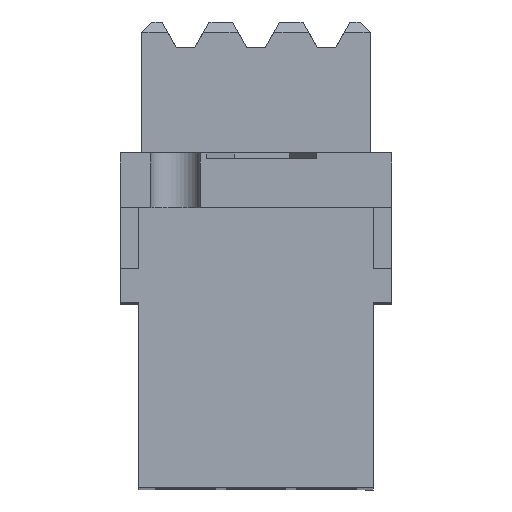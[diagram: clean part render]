
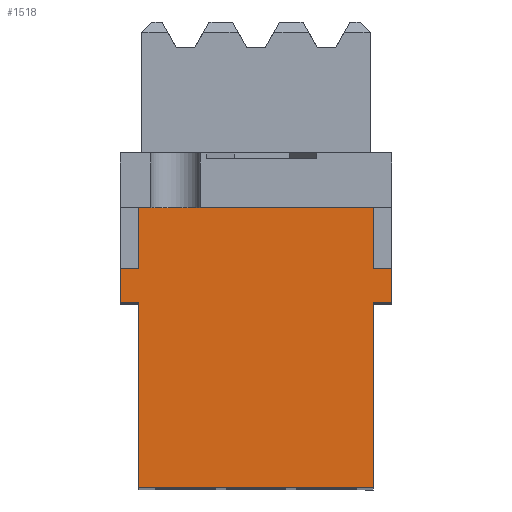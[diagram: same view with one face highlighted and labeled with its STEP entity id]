
A CAD part, top view. The second image highlights one B-rep face of the part: STEP entity #1518.
In plain terms, the highlighted planar face has unit normal (0, 0, 1).
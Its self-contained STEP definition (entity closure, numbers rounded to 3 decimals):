
#1518=ADVANCED_FACE('',(#4356),#2938,.F.);
#2938=PLANE('',#30537);
#4356=FACE_OUTER_BOUND('',#5785,.T.);
#5785=EDGE_LOOP('',(#13357,#13358,#13359,#13360,#13361,#13362,#13363,#13364,
#13365,#13366,#13367,#13368,#13369,#13370));
#13357=ORIENTED_EDGE('',*,*,#20868,.F.);
#13358=ORIENTED_EDGE('',*,*,#20869,.F.);
#13359=ORIENTED_EDGE('',*,*,#20865,.F.);
#13360=ORIENTED_EDGE('',*,*,#20352,.F.);
#13361=ORIENTED_EDGE('',*,*,#20857,.F.);
#13362=ORIENTED_EDGE('',*,*,#20370,.F.);
#13363=ORIENTED_EDGE('',*,*,#20378,.F.);
#13364=ORIENTED_EDGE('',*,*,#20379,.F.);
#13365=ORIENTED_EDGE('',*,*,#20804,.F.);
#13366=ORIENTED_EDGE('',*,*,#20807,.F.);
#13367=ORIENTED_EDGE('',*,*,#20815,.F.);
#13368=ORIENTED_EDGE('',*,*,#20812,.F.);
#13369=ORIENTED_EDGE('',*,*,#20870,.F.);
#13370=ORIENTED_EDGE('',*,*,#20871,.F.);
#16443=VERTEX_POINT('',#44656);
#16444=VERTEX_POINT('',#44658);
#16457=VERTEX_POINT('',#44695);
#16459=VERTEX_POINT('',#44698);
#16463=VERTEX_POINT('',#44711);
#16464=VERTEX_POINT('',#44715);
#16742=VERTEX_POINT('',#45565);
#16743=VERTEX_POINT('',#45570);
#16748=VERTEX_POINT('',#45581);
#16749=VERTEX_POINT('',#45583);
#16777=VERTEX_POINT('',#45685);
#16779=VERTEX_POINT('',#45691);
#16780=VERTEX_POINT('',#45692);
#16781=VERTEX_POINT('',#45695);
#20352=EDGE_CURVE('',#16444,#16443,#24462,.T.);
#20370=EDGE_CURVE('',#16457,#16459,#24480,.T.);
#20378=EDGE_CURVE('',#16463,#16457,#24488,.T.);
#20379=EDGE_CURVE('',#16464,#16463,#24489,.T.);
#20804=EDGE_CURVE('',#16742,#16464,#24905,.T.);
#20807=EDGE_CURVE('',#16743,#16742,#24908,.T.);
#20812=EDGE_CURVE('',#16748,#16749,#24913,.T.);
#20815=EDGE_CURVE('',#16749,#16743,#24916,.T.);
#20857=EDGE_CURVE('',#16459,#16444,#24958,.T.);
#20865=EDGE_CURVE('',#16443,#16777,#24966,.T.);
#20868=EDGE_CURVE('',#16779,#16780,#24969,.T.);
#20869=EDGE_CURVE('',#16777,#16779,#24970,.T.);
#20870=EDGE_CURVE('',#16781,#16748,#24971,.T.);
#20871=EDGE_CURVE('',#16780,#16781,#24972,.T.);
#24462=LINE('',#44659,#28563);
#24480=LINE('',#44697,#28581);
#24488=LINE('',#44712,#28589);
#24489=LINE('',#44714,#28590);
#24905=LINE('',#45566,#29006);
#24908=LINE('',#45572,#29009);
#24913=LINE('',#45582,#29014);
#24916=LINE('',#45587,#29017);
#24958=LINE('',#45669,#29059);
#24966=LINE('',#45684,#29067);
#24969=LINE('',#45690,#29070);
#24970=LINE('',#45693,#29071);
#24971=LINE('',#45694,#29072);
#24972=LINE('',#45696,#29073);
#28563=VECTOR('',#36542,1.);
#28581=VECTOR('',#36572,1.);
#28589=VECTOR('',#36584,1.);
#28590=VECTOR('',#36587,1.);
#29006=VECTOR('',#37317,1.);
#29009=VECTOR('',#37322,1.);
#29014=VECTOR('',#37329,1.);
#29017=VECTOR('',#37334,1.);
#29059=VECTOR('',#37410,1.);
#29067=VECTOR('',#37424,1.);
#29070=VECTOR('',#37429,1.);
#29071=VECTOR('',#37430,1.);
#29072=VECTOR('',#37431,1.);
#29073=VECTOR('',#37432,1.);
#30537=AXIS2_PLACEMENT_3D('',#45697,#37433,#37434);
#36542=DIRECTION('',(-1.,0.,0.));
#36572=DIRECTION('',(1.,0.,0.));
#36584=DIRECTION('',(0.,-1.,0.));
#36587=DIRECTION('',(1.,0.,0.));
#37317=DIRECTION('',(1.,0.,0.));
#37322=DIRECTION('',(1.,0.,0.));
#37329=DIRECTION('',(1.,0.,0.));
#37334=DIRECTION('',(0.,1.,0.));
#37410=DIRECTION('',(0.,-1.,0.));
#37424=DIRECTION('',(0.,-1.,0.));
#37429=DIRECTION('',(0.,1.,0.));
#37430=DIRECTION('',(-1.,0.,0.));
#37431=DIRECTION('',(0.,1.,0.));
#37432=DIRECTION('',(-1.,0.,0.));
#37433=DIRECTION('',(0.,0.,-1.));
#37434=DIRECTION('',(0.,-1.,0.));
#44656=CARTESIAN_POINT('',(12.65,9.7,84.575));
#44658=CARTESIAN_POINT('',(13.675,9.7,84.575));
#44659=CARTESIAN_POINT('',(13.675,9.7,84.575));
#44695=CARTESIAN_POINT('',(12.65,11.55,84.575));
#44697=CARTESIAN_POINT('',(12.65,11.55,84.575));
#44698=CARTESIAN_POINT('',(13.675,11.55,84.575));
#44711=CARTESIAN_POINT('',(12.65,14.8,84.575));
#44712=CARTESIAN_POINT('',(12.65,14.8,84.575));
#44714=CARTESIAN_POINT('',(12.5,14.8,84.575));
#44715=CARTESIAN_POINT('',(12.5,14.8,84.575));
#45565=CARTESIAN_POINT('',(0.15,14.8,84.575));
#45566=CARTESIAN_POINT('',(0.15,14.8,84.575));
#45570=CARTESIAN_POINT('',(0.,14.8,84.575));
#45572=CARTESIAN_POINT('',(0.,14.8,84.575));
#45581=CARTESIAN_POINT('',(-1.025,11.55,84.575));
#45582=CARTESIAN_POINT('',(-1.025,11.55,84.575));
#45583=CARTESIAN_POINT('',(0.,11.55,84.575));
#45587=CARTESIAN_POINT('',(0.,11.55,84.575));
#45669=CARTESIAN_POINT('',(13.675,11.55,84.575));
#45684=CARTESIAN_POINT('',(12.65,9.7,84.575));
#45685=CARTESIAN_POINT('',(12.65,-0.3,84.575));
#45690=CARTESIAN_POINT('',(0.,-0.3,84.575));
#45691=CARTESIAN_POINT('',(0.,-0.3,84.575));
#45692=CARTESIAN_POINT('',(0.,9.7,84.575));
#45693=CARTESIAN_POINT('',(12.65,-0.3,84.575));
#45694=CARTESIAN_POINT('',(-1.025,9.7,84.575));
#45695=CARTESIAN_POINT('',(-1.025,9.7,84.575));
#45696=CARTESIAN_POINT('',(0.,9.7,84.575));
#45697=CARTESIAN_POINT('',(13.775,14.9,84.575));
